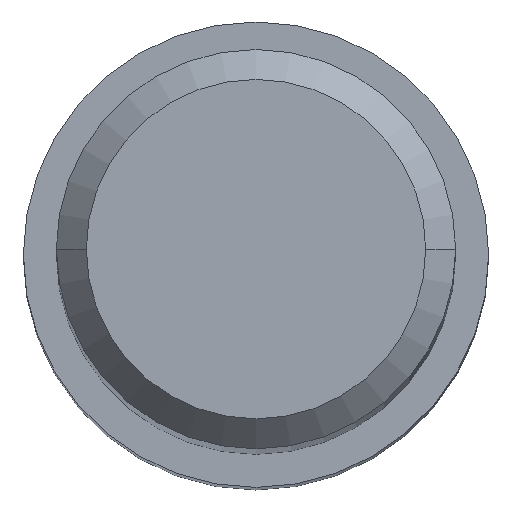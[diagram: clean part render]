
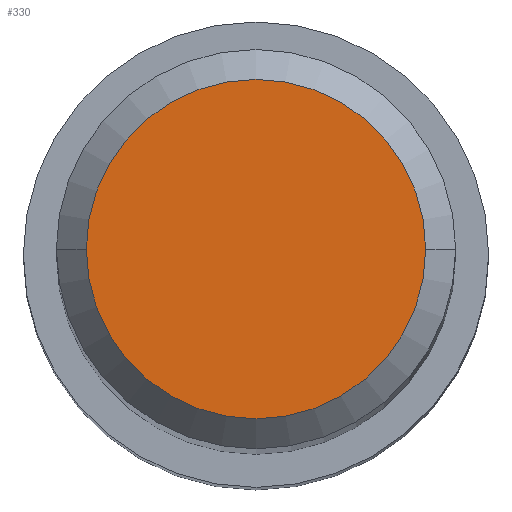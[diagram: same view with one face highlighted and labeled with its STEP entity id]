
A CAD part, top view. The second image highlights one B-rep face of the part: STEP entity #330.
In plain terms, the highlighted planar face has unit normal (0, 0, 1).
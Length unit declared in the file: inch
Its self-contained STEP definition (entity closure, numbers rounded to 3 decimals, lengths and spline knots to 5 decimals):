
#4 = DIRECTION ( 'NONE',  ( 1., 0., 0. ) ) ;
#5 = ORIENTED_EDGE ( 'NONE', *, *, #142, .T. ) ;
#19 = FACE_OUTER_BOUND ( 'NONE', #158, .T. ) ;
#20 = CIRCLE ( 'NONE', #213, 0.05312 ) ;
#43 = DIRECTION ( 'NONE',  ( -1., 0., 0. ) ) ;
#78 = CARTESIAN_POINT ( 'NONE',  ( 0., 0., 0. ) ) ;
#90 = VERTEX_POINT ( 'NONE', #298 ) ;
#111 = DIRECTION ( 'NONE',  ( 1., 0., 0. ) ) ;
#118 = VERTEX_POINT ( 'NONE', #222 ) ;
#123 = PLANE ( 'NONE',  #239 ) ;
#134 = CARTESIAN_POINT ( 'NONE',  ( 0., 0., 0. ) ) ;
#142 = EDGE_CURVE ( 'NONE', #90, #118, #20, .T. ) ;
#158 = EDGE_LOOP ( 'NONE', ( #296, #5 ) ) ;
#192 = AXIS2_PLACEMENT_3D ( 'NONE', #134, #235, #4 ) ;
#213 = AXIS2_PLACEMENT_3D ( 'NONE', #218, #314, #111 ) ;
#218 = CARTESIAN_POINT ( 'NONE',  ( 0., 0., 0. ) ) ;
#222 = CARTESIAN_POINT ( 'NONE',  ( -0.05312, 0., 0. ) ) ;
#235 = DIRECTION ( 'NONE',  ( 0., 0., 1. ) ) ;
#239 = AXIS2_PLACEMENT_3D ( 'NONE', #78, #246, #43 ) ;
#246 = DIRECTION ( 'NONE',  ( 0., 0., -1. ) ) ;
#287 = EDGE_CURVE ( 'NONE', #118, #90, #327, .T. ) ;
#296 = ORIENTED_EDGE ( 'NONE', *, *, #287, .T. ) ;
#298 = CARTESIAN_POINT ( 'NONE',  ( 0.05312, 0., 0. ) ) ;
#314 = DIRECTION ( 'NONE',  ( 0., 0., 1. ) ) ;
#327 = CIRCLE ( 'NONE', #192, 0.05312 ) ;
#330 = ADVANCED_FACE ( 'NONE', ( #19 ), #123, .F. ) ;
